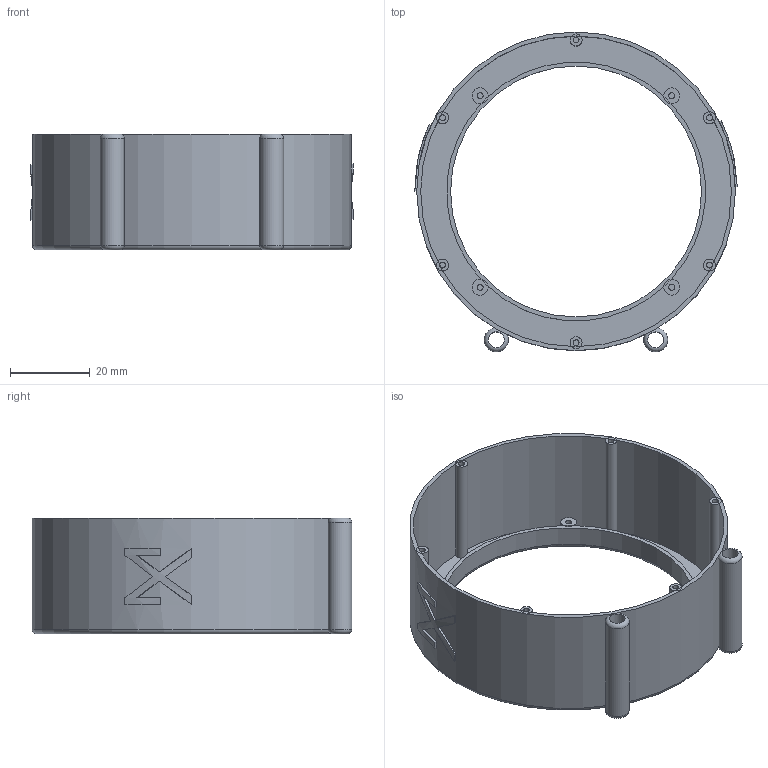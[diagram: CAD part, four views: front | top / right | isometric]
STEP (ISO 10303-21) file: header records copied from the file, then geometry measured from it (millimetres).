
FILE_DESCRIPTION(/* description */ ('KiCad electronic assembly'),/* implementation_level */ '2;1');
FILE_NAME(/* name */ 'STP_PRH0004_Relogium_Case_AX.step',/* time_stamp */ '2025-10-29T22:03:18Z',/* author */ (''),/* organization */ (''),/* preprocessor_version */ 'ST-DEVELOPER v20.1',/* originating_system */ 'Autodesk Translation Framework v14.17.0.0',/* authorisation */ '');
FILE_SCHEMA (('AUTOMOTIVE_DESIGN { 1 0 10303 214 3 1 1 }'));
Length unit declared in the file: millimetre
Products named in the file (1): STP_PRH0004 1
Bounding box: 80.98 x 80.28 x 29 mm (x, y, z)
Volume: 11835.6 mm3; surface area: 24732.4 mm2
Topology: 9 solids, 9 shells, 111 faces, 234 edges, 137 vertices
Faces by surface type: cylinder 41, bspline 36, plane 28, torus 6
Full cylindrical faces by diameter (mm): 1.5 x10, 3 x6, 4 x2, 6 x2, 63 x1, 78 x1, 80 x1
Entity records: 3899 total; most frequent: CARTESIAN_POINT 1638, ORIENTED_EDGE 468, DIRECTION 401, EDGE_CURVE 234, AXIS2_PLACEMENT_3D 163, VERTEX_POINT 137, EDGE_LOOP 133, FACE_OUTER_BOUND 111
